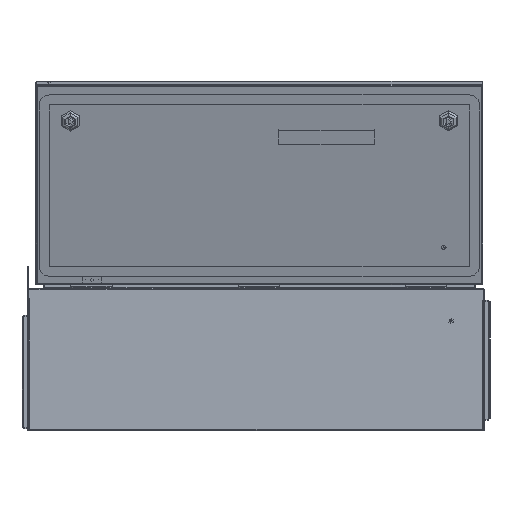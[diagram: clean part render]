
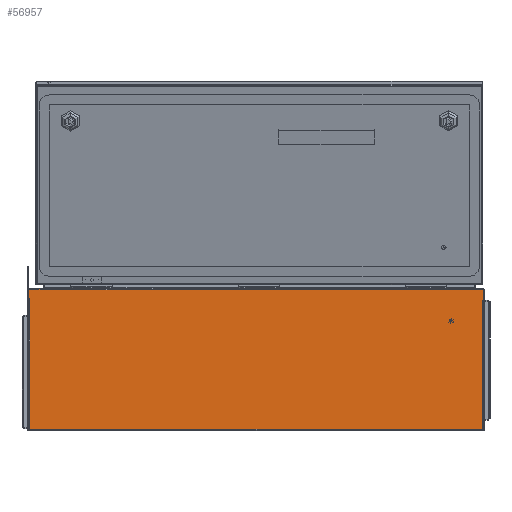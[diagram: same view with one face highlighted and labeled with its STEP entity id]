
A CAD part, left-side view. The second image highlights one B-rep face of the part: STEP entity #56957.
In plain terms, the highlighted planar face has unit normal (-1, 0, 0).
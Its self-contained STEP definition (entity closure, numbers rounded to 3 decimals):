
#639 = CARTESIAN_POINT ( 'NONE',  ( -160., -349., 216. ) ) ;
#3061 = CARTESIAN_POINT ( 'NONE',  ( -160., -349., 1. ) ) ;
#3576 = FACE_OUTER_BOUND ( 'NONE', #109068, .T. ) ;
#4038 = CARTESIAN_POINT ( 'NONE',  ( -160., -349., 200. ) ) ;
#4570 = ORIENTED_EDGE ( 'NONE', *, *, #86534, .F. ) ;
#5325 = LINE ( 'NONE', #78364, #104512 ) ;
#16023 = LINE ( 'NONE', #137898, #58480 ) ;
#16035 = CARTESIAN_POINT ( 'NONE',  ( -160., 347., 202. ) ) ;
#17421 = VECTOR ( 'NONE', #74588, 1000. ) ;
#21944 = VERTEX_POINT ( 'NONE', #76186 ) ;
#24398 = ORIENTED_EDGE ( 'NONE', *, *, #46487, .T. ) ;
#27865 = DIRECTION ( 'NONE',  ( 0., 0., 1. ) ) ;
#29413 = DIRECTION ( 'NONE',  ( 0., 0., 1. ) ) ;
#30025 = ORIENTED_EDGE ( 'NONE', *, *, #53098, .F. ) ;
#32544 = VERTEX_POINT ( 'NONE', #108234 ) ;
#34492 = LINE ( 'NONE', #135822, #124896 ) ;
#36220 = DIRECTION ( 'NONE',  ( 0., 0., 1. ) ) ;
#36589 = EDGE_CURVE ( 'NONE', #77953, #145753, #85311, .T. ) ;
#39231 = CARTESIAN_POINT ( 'NONE',  ( -160., -349., 200. ) ) ;
#40413 = CARTESIAN_POINT ( 'NONE',  ( -160., 349., 2. ) ) ;
#41885 = CARTESIAN_POINT ( 'NONE',  ( -160., 349., 202. ) ) ;
#43192 = EDGE_CURVE ( 'NONE', #21944, #98144, #132149, .T. ) ;
#43840 = DIRECTION ( 'NONE',  ( 0., -1., 0. ) ) ;
#45889 = LINE ( 'NONE', #41885, #86915 ) ;
#46374 = CARTESIAN_POINT ( 'NONE',  ( -160., 325., 1. ) ) ;
#46487 = EDGE_CURVE ( 'NONE', #51125, #88700, #16023, .T. ) ;
#48819 = VECTOR ( 'NONE', #27865, 1000. ) ;
#50106 = CARTESIAN_POINT ( 'NONE',  ( -160., 347., 2. ) ) ;
#51125 = VERTEX_POINT ( 'NONE', #639 ) ;
#53098 = EDGE_CURVE ( 'NONE', #120712, #32544, #34492, .T. ) ;
#56957 = ADVANCED_FACE ( 'NONE', ( #3576 ), #115968, .F. ) ;
#57841 = VECTOR ( 'NONE', #129896, 1000. ) ;
#58480 = VECTOR ( 'NONE', #81479, 1000. ) ;
#64924 = LINE ( 'NONE', #46374, #116378 ) ;
#65867 = EDGE_CURVE ( 'NONE', #32544, #119303, #115905, .T. ) ;
#65935 = CARTESIAN_POINT ( 'NONE',  ( -160., 325., 218. ) ) ;
#67959 = CARTESIAN_POINT ( 'NONE',  ( -160., 349., 202. ) ) ;
#74588 = DIRECTION ( 'NONE',  ( 0., 1., 0. ) ) ;
#76186 = CARTESIAN_POINT ( 'NONE',  ( -160., 347., 2. ) ) ;
#77953 = VERTEX_POINT ( 'NONE', #130766 ) ;
#78364 = CARTESIAN_POINT ( 'NONE',  ( -160., -349., 1. ) ) ;
#79569 = ORIENTED_EDGE ( 'NONE', *, *, #43192, .F. ) ;
#81479 = DIRECTION ( 'NONE',  ( 0., 1., 0. ) ) ;
#85311 = LINE ( 'NONE', #121006, #104609 ) ;
#85570 = EDGE_CURVE ( 'NONE', #51125, #92802, #5325, .T. ) ;
#86534 = EDGE_CURVE ( 'NONE', #77953, #21944, #123726, .T. ) ;
#86915 = VECTOR ( 'NONE', #43840, 1000. ) ;
#88700 = VERTEX_POINT ( 'NONE', #110548 ) ;
#88763 = ORIENTED_EDGE ( 'NONE', *, *, #109752, .F. ) ;
#92802 = VERTEX_POINT ( 'NONE', #4038 ) ;
#97659 = EDGE_CURVE ( 'NONE', #120712, #98144, #45889, .T. ) ;
#98024 = ORIENTED_EDGE ( 'NONE', *, *, #97659, .T. ) ;
#98144 = VERTEX_POINT ( 'NONE', #16035 ) ;
#102214 = CARTESIAN_POINT ( 'NONE',  ( -160., -349., 218. ) ) ;
#102868 = ORIENTED_EDGE ( 'NONE', *, *, #85570, .F. ) ;
#103823 = ORIENTED_EDGE ( 'NONE', *, *, #36589, .T. ) ;
#104512 = VECTOR ( 'NONE', #112511, 1000. ) ;
#104609 = VECTOR ( 'NONE', #29413, 1000. ) ;
#107995 = DIRECTION ( 'NONE',  ( 1., 0., 0. ) ) ;
#108234 = CARTESIAN_POINT ( 'NONE',  ( -160., 349., 218. ) ) ;
#109068 = EDGE_LOOP ( 'NONE', ( #103823, #114375, #102868, #24398, #88763, #109152, #30025, #98024, #79569, #4570 ) ) ;
#109152 = ORIENTED_EDGE ( 'NONE', *, *, #65867, .F. ) ;
#109752 = EDGE_CURVE ( 'NONE', #119303, #88700, #64924, .T. ) ;
#110548 = CARTESIAN_POINT ( 'NONE',  ( -160., 325., 216. ) ) ;
#111757 = CARTESIAN_POINT ( 'NONE',  ( -160., -347., 200. ) ) ;
#112511 = DIRECTION ( 'NONE',  ( 0., 0., -1. ) ) ;
#112733 = LINE ( 'NONE', #39231, #57841 ) ;
#114375 = ORIENTED_EDGE ( 'NONE', *, *, #142118, .F. ) ;
#115905 = LINE ( 'NONE', #102214, #130143 ) ;
#115968 = PLANE ( 'NONE',  #137819 ) ;
#116378 = VECTOR ( 'NONE', #124218, 1000. ) ;
#117920 = DIRECTION ( 'NONE',  ( 0., 0., 1. ) ) ;
#119303 = VERTEX_POINT ( 'NONE', #65935 ) ;
#120712 = VERTEX_POINT ( 'NONE', #67959 ) ;
#121006 = CARTESIAN_POINT ( 'NONE',  ( -160., -347., 2. ) ) ;
#123726 = LINE ( 'NONE', #40413, #17421 ) ;
#124218 = DIRECTION ( 'NONE',  ( 0., 0., -1. ) ) ;
#124896 = VECTOR ( 'NONE', #36220, 1000. ) ;
#129896 = DIRECTION ( 'NONE',  ( 0., 1., 0. ) ) ;
#130143 = VECTOR ( 'NONE', #145297, 1000. ) ;
#130766 = CARTESIAN_POINT ( 'NONE',  ( -160., -347., 2. ) ) ;
#132149 = LINE ( 'NONE', #50106, #48819 ) ;
#135822 = CARTESIAN_POINT ( 'NONE',  ( -160., 349., 218. ) ) ;
#137819 = AXIS2_PLACEMENT_3D ( 'NONE', #3061, #107995, #117920 ) ;
#137898 = CARTESIAN_POINT ( 'NONE',  ( -160., -349., 216. ) ) ;
#142118 = EDGE_CURVE ( 'NONE', #92802, #145753, #112733, .T. ) ;
#145297 = DIRECTION ( 'NONE',  ( 0., -1., 0. ) ) ;
#145753 = VERTEX_POINT ( 'NONE', #111757 ) ;
